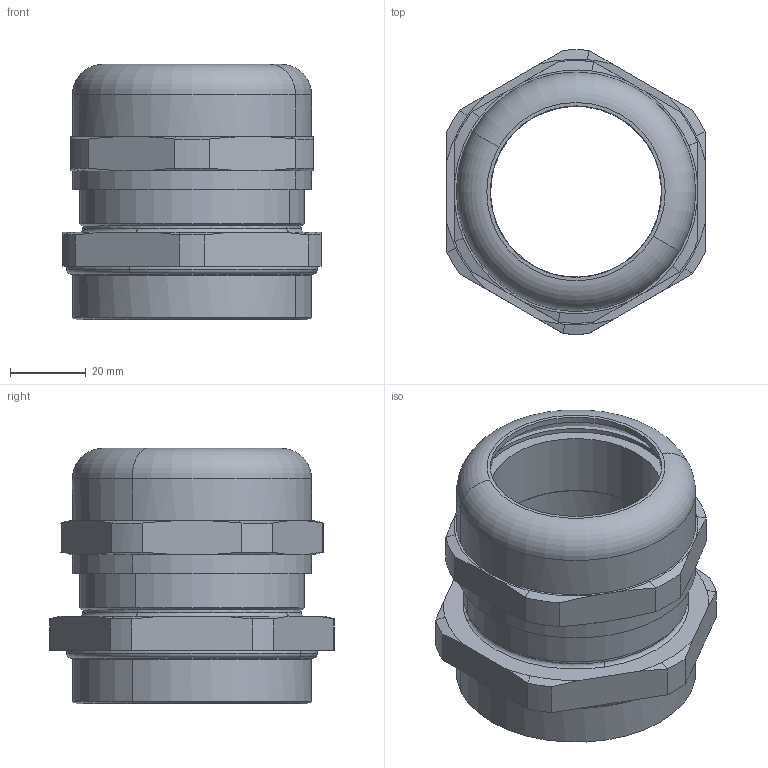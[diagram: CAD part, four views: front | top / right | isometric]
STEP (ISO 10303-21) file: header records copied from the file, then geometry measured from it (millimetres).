
FILE_DESCRIPTION(('CATIA V5R24 STEP','CAx-IF Rec.Pracs.--- Model Styling and Organization---1.2---2011-12-15'),'2;1');
FILE_NAME ('D1458927_0_1909560000_1909560000.stp','2018-06-04T11:52:09+00:00',('none'),('Weidmueller'),'CATIA Version 5-6 Release 2014 SP4 HF52','CATIA V5 STEP AP214','none');
FILE_SCHEMA(('AUTOMOTIVE_DESIGN { 1 0 10303 214 1 1 1 1 }'));
Length unit declared in the file: millimetre
Products named in the file (1): VG_M63_MS
Bounding box: 68 x 75 x 67.24 mm (x, y, z)
Volume: 81819 mm3; surface area: 57347.7 mm2
Topology: 5 solids, 5 shells, 167 faces, 380 edges, 232 vertices
Faces by surface type: cone 60, cylinder 58, plane 31, torus 14, bspline 4
Entity records: 5196 total; most frequent: CARTESIAN_POINT 1669, ORIENTED_EDGE 760, DIRECTION 593, EDGE_CURVE 380, AXIS2_PLACEMENT_3D 298, VERTEX_POINT 232, EDGE_LOOP 186, ADVANCED_FACE 167
